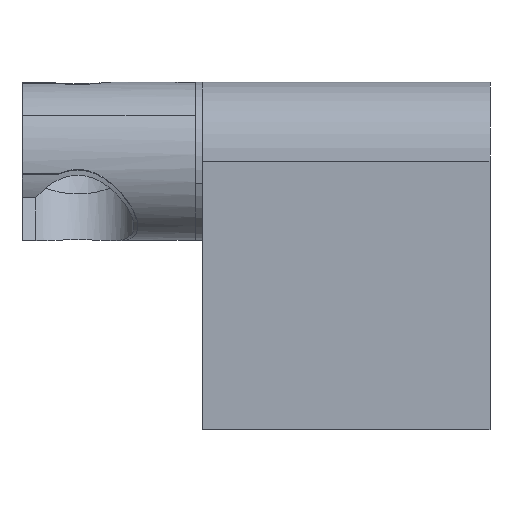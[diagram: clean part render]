
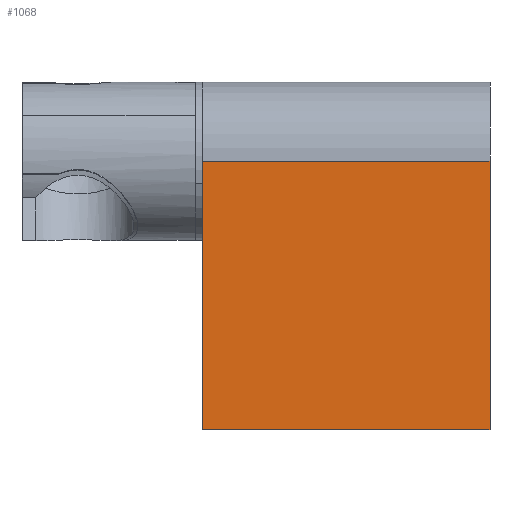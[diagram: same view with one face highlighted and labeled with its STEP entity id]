
A CAD part, front view. The second image highlights one B-rep face of the part: STEP entity #1068.
In plain terms, the highlighted planar face has unit normal (0, -1, 0).
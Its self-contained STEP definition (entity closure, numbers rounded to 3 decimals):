
#92 = VERTEX_POINT ( 'NONE', #1623 ) ;
#96 = DIRECTION ( 'NONE',  ( -1., 0., 0. ) ) ;
#102 = VECTOR ( 'NONE', #96, 1000. ) ;
#242 = LINE ( 'NONE', #298, #995 ) ;
#246 = LINE ( 'NONE', #546, #1748 ) ;
#298 = CARTESIAN_POINT ( 'NONE',  ( -30., -16.5, 0. ) ) ;
#336 = VERTEX_POINT ( 'NONE', #539 ) ;
#397 = AXIS2_PLACEMENT_3D ( 'NONE', #566, #1853, #1018 ) ;
#420 = PLANE ( 'NONE',  #397 ) ;
#451 = VERTEX_POINT ( 'NONE', #1373 ) ;
#456 = ORIENTED_EDGE ( 'NONE', *, *, #644, .F. ) ;
#489 = ORIENTED_EDGE ( 'NONE', *, *, #684, .F. ) ;
#502 = LINE ( 'NONE', #1693, #102 ) ;
#539 = CARTESIAN_POINT ( 'NONE',  ( 30., -16.5, -56. ) ) ;
#546 = CARTESIAN_POINT ( 'NONE',  ( 30., -16.5, -60.004 ) ) ;
#566 = CARTESIAN_POINT ( 'NONE',  ( -30., -16.5, -60.004 ) ) ;
#591 = CARTESIAN_POINT ( 'NONE',  ( -30., -16.5, -60.004 ) ) ;
#644 = EDGE_CURVE ( 'NONE', #932, #451, #648, .T. ) ;
#648 = LINE ( 'NONE', #591, #1040 ) ;
#671 = EDGE_LOOP ( 'NONE', ( #1318, #489, #456, #1431 ) ) ;
#672 = CARTESIAN_POINT ( 'NONE',  ( -30., -16.5, -56. ) ) ;
#684 = EDGE_CURVE ( 'NONE', #451, #92, #242, .T. ) ;
#928 = FACE_OUTER_BOUND ( 'NONE', #671, .T. ) ;
#932 = VERTEX_POINT ( 'NONE', #672 ) ;
#995 = VECTOR ( 'NONE', #1632, 1000. ) ;
#1018 = DIRECTION ( 'NONE',  ( -1., 0., 0. ) ) ;
#1040 = VECTOR ( 'NONE', #1712, 1000. ) ;
#1068 = ADVANCED_FACE ( 'NONE', ( #928 ), #420, .F. ) ;
#1262 = EDGE_CURVE ( 'NONE', #336, #92, #246, .T. ) ;
#1318 = ORIENTED_EDGE ( 'NONE', *, *, #1262, .T. ) ;
#1373 = CARTESIAN_POINT ( 'NONE',  ( -30., -16.5, 0. ) ) ;
#1376 = EDGE_CURVE ( 'NONE', #336, #932, #502, .T. ) ;
#1431 = ORIENTED_EDGE ( 'NONE', *, *, #1376, .F. ) ;
#1546 = DIRECTION ( 'NONE',  ( 0., 0., 1. ) ) ;
#1623 = CARTESIAN_POINT ( 'NONE',  ( 30., -16.5, 0. ) ) ;
#1632 = DIRECTION ( 'NONE',  ( 1., 0., 0. ) ) ;
#1693 = CARTESIAN_POINT ( 'NONE',  ( 0., -16.5, -56. ) ) ;
#1712 = DIRECTION ( 'NONE',  ( 0., 0., 1. ) ) ;
#1748 = VECTOR ( 'NONE', #1546, 1000. ) ;
#1853 = DIRECTION ( 'NONE',  ( 0., 1., 0. ) ) ;
